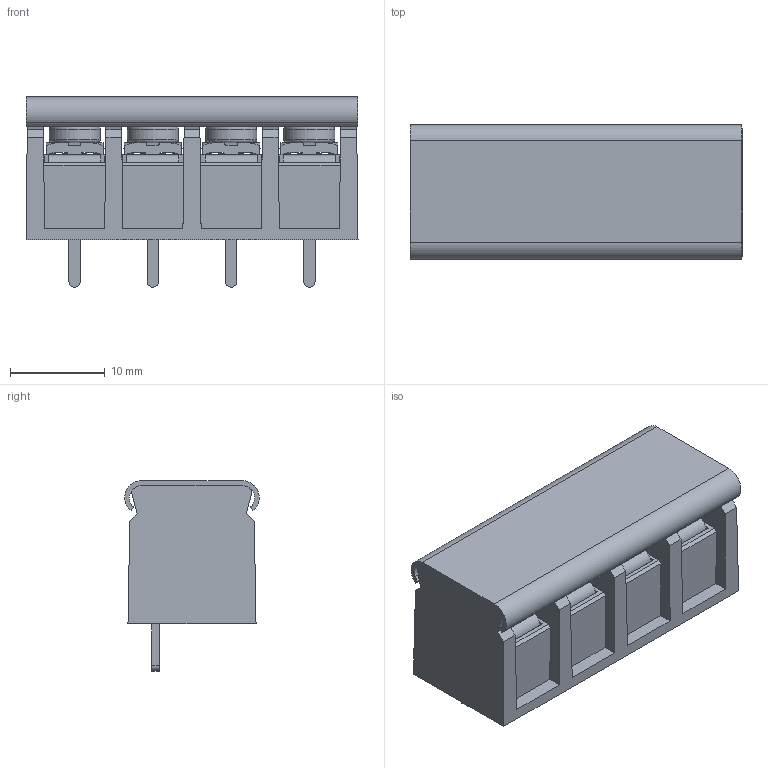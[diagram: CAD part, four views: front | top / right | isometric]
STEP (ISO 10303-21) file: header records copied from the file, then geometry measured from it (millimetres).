
FILE_DESCRIPTION( ( 'Unknown' ), '1' );
FILE_NAME( 'T33-ES1104.stp', 'Unknown', ( 'Unknown' ), ( 'Unknown' ), 'XStep 1.0', 'Unknown', ' ' );
FILE_SCHEMA( ( 'automotive_design' ) );
Length unit declared in the file: millimetre
Products named in the file (1): 1
Bounding box: 35 x 14.2 x 20.09 mm (x, y, z)
Volume: 4651.7 mm3; surface area: 5653 mm2
Topology: 1 solids, 1 shells, 1054 faces, 2846 edges, 1830 vertices
Faces by surface type: plane 624, cylinder 258, bspline 80, torus 72, cone 20
Full cylindrical faces by diameter (mm): 0.001 x6, 0.5 x32, 5.4 x4
Entity records: 41265 total; most frequent: CARTESIAN_POINT 15517, ORIENTED_EDGE 5540, DIRECTION 5096, EDGE_CURVE 2770, VERTEX_POINT 1812, AXIS2_PLACEMENT_3D 1703, LINE 1690, VECTOR 1690
